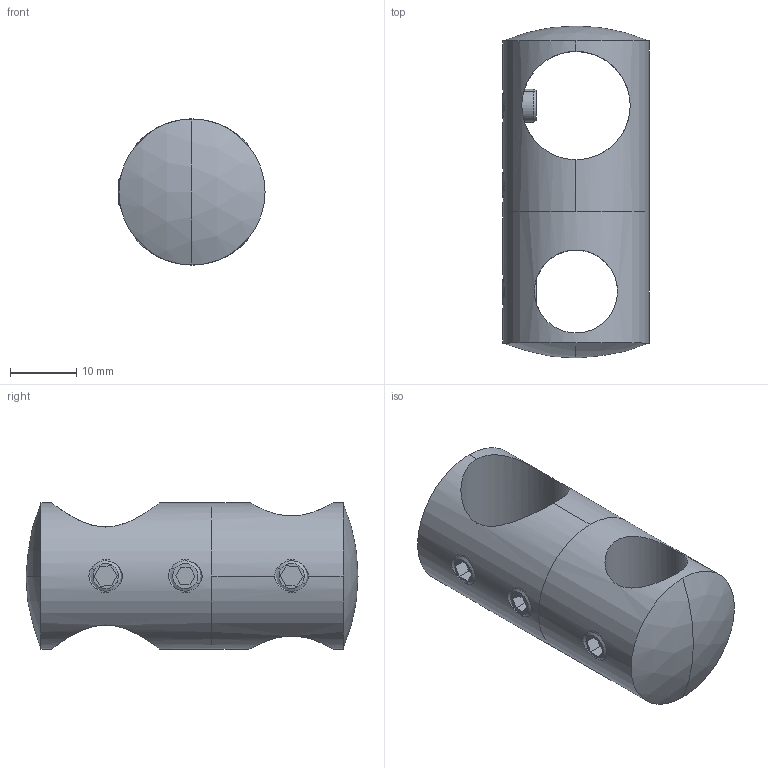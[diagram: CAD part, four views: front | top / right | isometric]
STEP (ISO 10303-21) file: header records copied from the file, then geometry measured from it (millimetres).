
FILE_DESCRIPTION (( 'STEP AP203' ), '1' );
FILE_NAME ('A_0830-016.STEP', '2023-10-17T10:06:06', ( '' ), ( '' ), 'SwSTEP 2.0', 'SolidWorks 2019', '' );
FILE_SCHEMA (( 'CONFIG_CONTROL_DESIGN' ));
Length unit declared in the file: millimetre
Products named in the file (5): A_0830-016; A_0830-016.P1; DIN 913_SKRUTKA M 5X 5; DIN 914_SKRUTKA M 5X 5; A_0830-016.P2
Assembly tree (5 placements, depth 2):
  A_0830-016
    A_0830-016.P1
    A_0830-016.P2
    DIN 914_SKRUTKA M 5X 5
    DIN 913_SKRUTKA M 5X 5  x2
Bounding box: 22 x 50 x 22 mm (x, y, z)
Volume: 11164.2 mm3; surface area: 6544.8 mm2
Topology: 5 solids, 5 shells, 86 faces, 205 edges, 128 vertices
Faces by surface type: plane 30, cylinder 26, cone 26, sphere 4
Entity records: 3400 total; most frequent: CARTESIAN_POINT 1168, DIRECTION 361, ORIENTED_EDGE 346, EDGE_CURVE 173, AXIS2_PLACEMENT_3D 137, VERTEX_POINT 108, VECTOR 87, LINE 87
